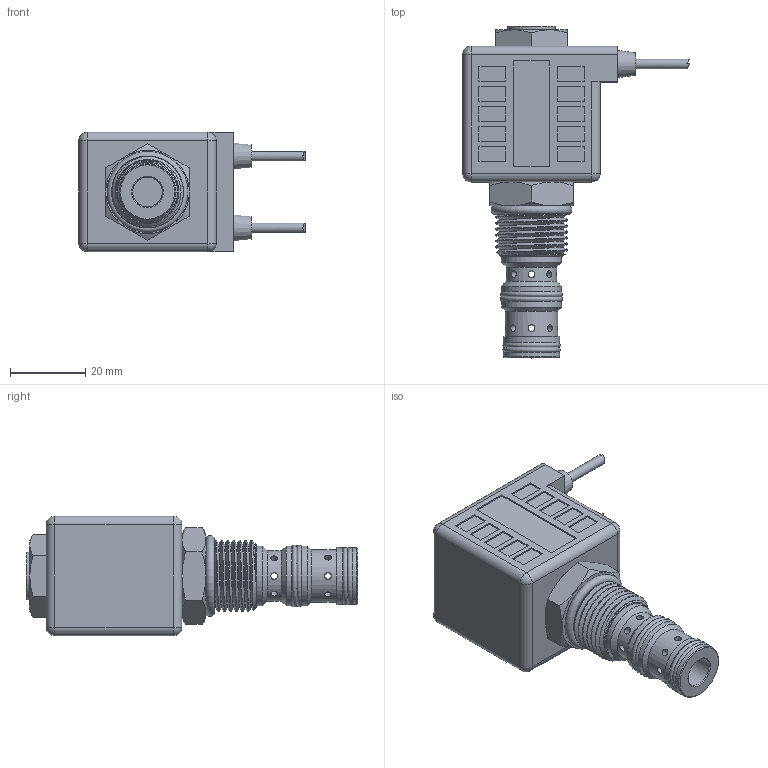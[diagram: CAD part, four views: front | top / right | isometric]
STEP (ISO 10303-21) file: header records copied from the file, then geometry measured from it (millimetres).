
FILE_DESCRIPTION(/* description */ (''),/* implementation_level */ '2;1');
FILE_NAME(/* name */ '2位电磁阀 .step',/* time_stamp */ '2021-02-26T11:31:37+08:00',/* author */ (''),/* organization */ (''),/* preprocessor_version */ 'ST-DEVELOPER v18.1',/* originating_system */ 'Autodesk Translation Framework v9.7.1.1290',/* authorisation */ '');
FILE_SCHEMA (('AUTOMOTIVE_DESIGN { 1 0 10303 214 3 1 1 }'));
Length unit declared in the file: millimetre
Products named in the file (2): 2位电磁阀; 1643N34
Assembly tree (1 placements, depth 2):
  2位电磁阀
    1643N34
Bounding box: 60.2 x 88.14 x 31.75 mm (x, y, z)
Volume: 53876.1 mm3; surface area: 13929.6 mm2
Topology: 5 solids, 5 shells, 248 faces, 610 edges, 392 vertices
Faces by surface type: plane 150, cylinder 57, cone 28, sphere 6, torus 5, bspline 2
Full cylindrical faces by diameter (mm): 1.778 x16, 2.54 x2, 7.938 x1, 12.624 x2, 12.7 x1, 13.386 x1, 13.894 x3, 14.91 x2, 15.926 x3, 16.988 x7, 19.05 x5
Entity records: 9754 total; most frequent: CARTESIAN_POINT 4021, ORIENTED_EDGE 1208, DIRECTION 1073, EDGE_CURVE 604, VERTEX_POINT 392, LINE 377, VECTOR 377, AXIS2_PLACEMENT_3D 348
